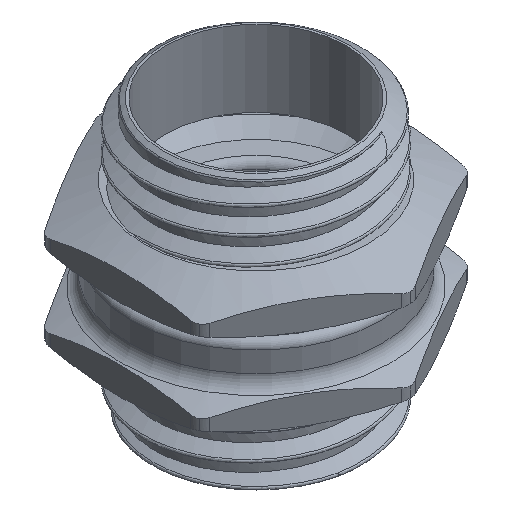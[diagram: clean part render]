
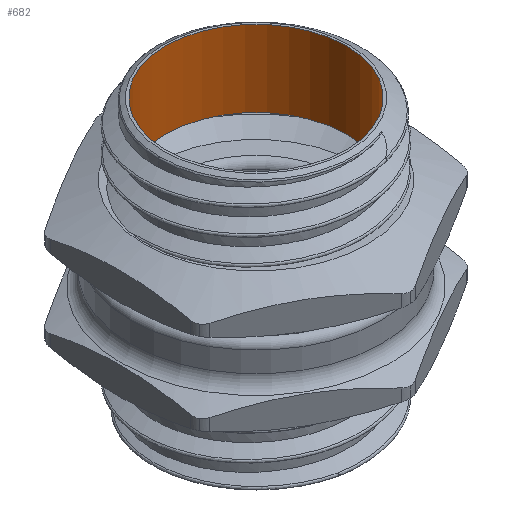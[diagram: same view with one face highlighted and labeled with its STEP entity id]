
A CAD part, isometric view. The second image highlights one B-rep face of the part: STEP entity #682.
In plain terms, the highlighted cylindrical face has radius 12.678 mm (diameter 25.355 mm), a full revolution.
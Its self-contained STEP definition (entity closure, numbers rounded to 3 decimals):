
#682 = ADVANCED_FACE('',(#683),#719,.F.);
#683 = FACE_BOUND('',#684,.F.);
#684 = EDGE_LOOP('',(#685,#694,#702,#711,#718));
#685 = ORIENTED_EDGE('',*,*,#686,.F.);
#686 = EDGE_CURVE('',#687,#687,#689,.T.);
#687 = VERTEX_POINT('',#688);
#688 = CARTESIAN_POINT('',(-12.678,0.,145.5));
#689 = CIRCLE('',#690,12.678);
#690 = AXIS2_PLACEMENT_3D('',#691,#692,#693);
#691 = CARTESIAN_POINT('',(0.,0.,145.5));
#692 = DIRECTION('',(0.,0.,1.));
#693 = DIRECTION('',(-1.,0.,0.));
#694 = ORIENTED_EDGE('',*,*,#695,.F.);
#695 = EDGE_CURVE('',#696,#687,#698,.T.);
#696 = VERTEX_POINT('',#697);
#697 = CARTESIAN_POINT('',(-12.678,0.,134.753));
#698 = LINE('',#699,#700);
#699 = CARTESIAN_POINT('',(-12.678,0.,134.753));
#700 = VECTOR('',#701,1.);
#701 = DIRECTION('',(0.,0.,1.));
#702 = ORIENTED_EDGE('',*,*,#703,.T.);
#703 = EDGE_CURVE('',#696,#704,#706,.T.);
#704 = VERTEX_POINT('',#705);
#705 = CARTESIAN_POINT('',(0.,-12.678,134.753));
#706 = CIRCLE('',#707,12.678);
#707 = AXIS2_PLACEMENT_3D('',#708,#709,#710);
#708 = CARTESIAN_POINT('',(0.,0.,134.753));
#709 = DIRECTION('',(-0.,0.,1.));
#710 = DIRECTION('',(0.,-1.,0.));
#711 = ORIENTED_EDGE('',*,*,#712,.T.);
#712 = EDGE_CURVE('',#704,#696,#713,.T.);
#713 = CIRCLE('',#714,12.678);
#714 = AXIS2_PLACEMENT_3D('',#715,#716,#717);
#715 = CARTESIAN_POINT('',(0.,0.,134.753));
#716 = DIRECTION('',(-0.,0.,1.));
#717 = DIRECTION('',(0.,-1.,0.));
#718 = ORIENTED_EDGE('',*,*,#695,.T.);
#719 = CYLINDRICAL_SURFACE('',#720,12.678);
#720 = AXIS2_PLACEMENT_3D('',#721,#722,#723);
#721 = CARTESIAN_POINT('',(0.,0.,140.5));
#722 = DIRECTION('',(0.,0.,-1.));
#723 = DIRECTION('',(-1.,0.,0.));
